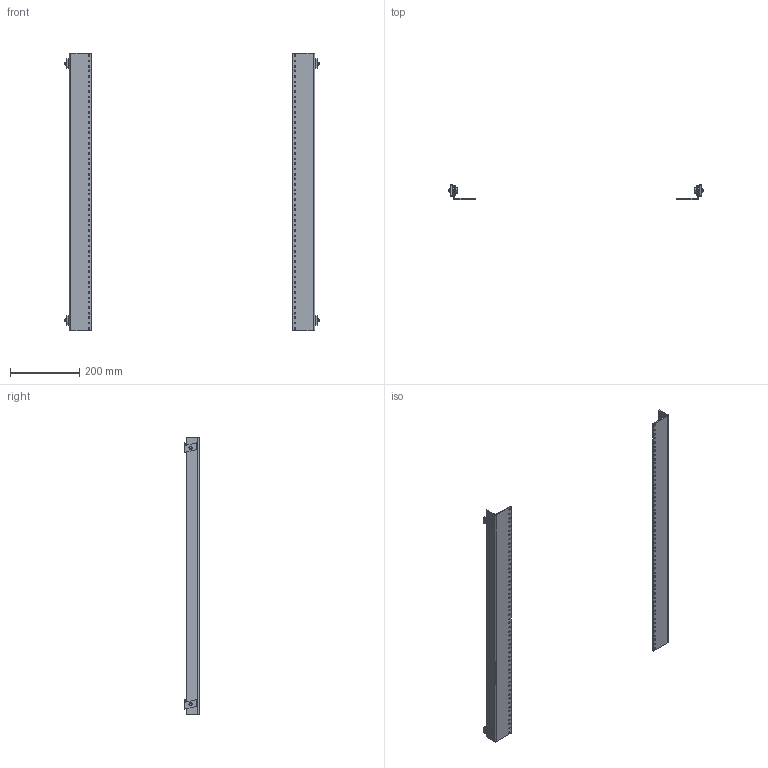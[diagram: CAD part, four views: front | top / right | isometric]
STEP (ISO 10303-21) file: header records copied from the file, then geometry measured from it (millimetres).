
FILE_DESCRIPTION (( 'STEP AP203' ), '1' );
FILE_NAME ('1418XHHP_Default.step', '2019-11-03T00:40:10', ( '' ), ( '' ), 'SwSTEP 2.0', 'SolidWorks 2019', '' );
FILE_SCHEMA (( 'CONFIG_CONTROL_DESIGN' ));
Length unit declared in the file: inch
Products named in the file (1): 1418XHHP_Default
Bounding box: 732.94 x 42.37 x 800.1 mm (x, y, z)
Volume: 508376.2 mm3; surface area: 339163.6 mm2
Topology: 14 solids, 14 shells, 392 faces, 1048 edges, 696 vertices
Faces by surface type: cylinder 260, plane 124, cone 8
Entity records: 13009 total; most frequent: DIRECTION 2362, CARTESIAN_POINT 2137, ORIENTED_EDGE 2096, EDGE_CURVE 1048, AXIS2_PLACEMENT_3D 921, VERTEX_POINT 696, EDGE_LOOP 644, CIRCLE 528
